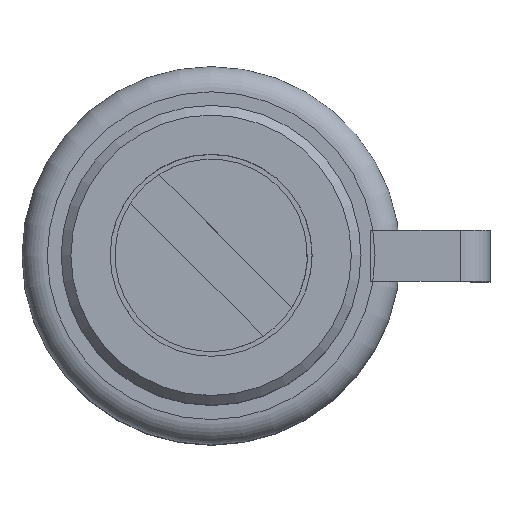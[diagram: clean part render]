
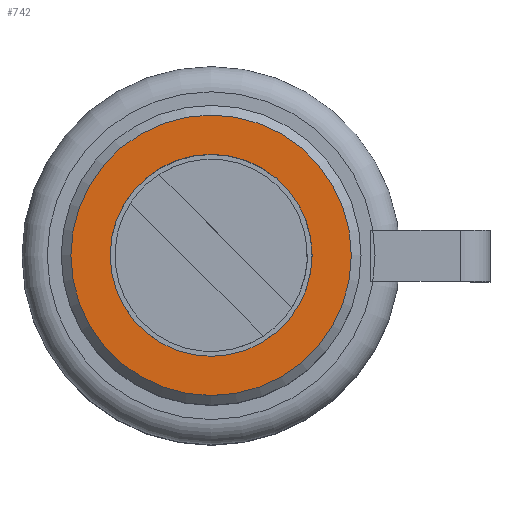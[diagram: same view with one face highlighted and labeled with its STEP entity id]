
A CAD part, top view. The second image highlights one B-rep face of the part: STEP entity #742.
In plain terms, the highlighted planar face has unit normal (0, 0, 1).
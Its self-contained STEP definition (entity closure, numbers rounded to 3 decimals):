
#111=PLANE('',#846);
#162=FACE_BOUND('',#297,.T.);
#203=FACE_OUTER_BOUND('',#296,.T.);
#296=EDGE_LOOP('',(#595));
#297=EDGE_LOOP('',(#596));
#366=CIRCLE('',#841,2.778);
#367=CIRCLE('',#843,2.001);
#417=VERTEX_POINT('',#1246);
#418=VERTEX_POINT('',#1249);
#484=EDGE_CURVE('',#417,#417,#366,.T.);
#485=EDGE_CURVE('',#418,#418,#367,.T.);
#595=ORIENTED_EDGE('',*,*,#484,.T.);
#596=ORIENTED_EDGE('',*,*,#485,.T.);
#742=ADVANCED_FACE('',(#203,#162),#111,.T.);
#841=AXIS2_PLACEMENT_3D('',#1247,#1017,#1018);
#843=AXIS2_PLACEMENT_3D('',#1250,#1021,#1022);
#846=AXIS2_PLACEMENT_3D('',#1254,#1027,#1028);
#1017=DIRECTION('center_axis',(0.,0.,1.));
#1018=DIRECTION('ref_axis',(1.,0.,0.));
#1021=DIRECTION('center_axis',(0.,0.,-1.));
#1022=DIRECTION('ref_axis',(1.,0.,0.));
#1027=DIRECTION('center_axis',(0.,0.,1.));
#1028=DIRECTION('ref_axis',(-1.,0.,0.));
#1246=CARTESIAN_POINT('',(2.778,0.,11.684));
#1247=CARTESIAN_POINT('Origin',(0.,0.,11.684));
#1249=CARTESIAN_POINT('',(2.001,0.,11.684));
#1250=CARTESIAN_POINT('Origin',(0.,0.,11.684));
#1254=CARTESIAN_POINT('Origin',(0.,0.,11.684));
